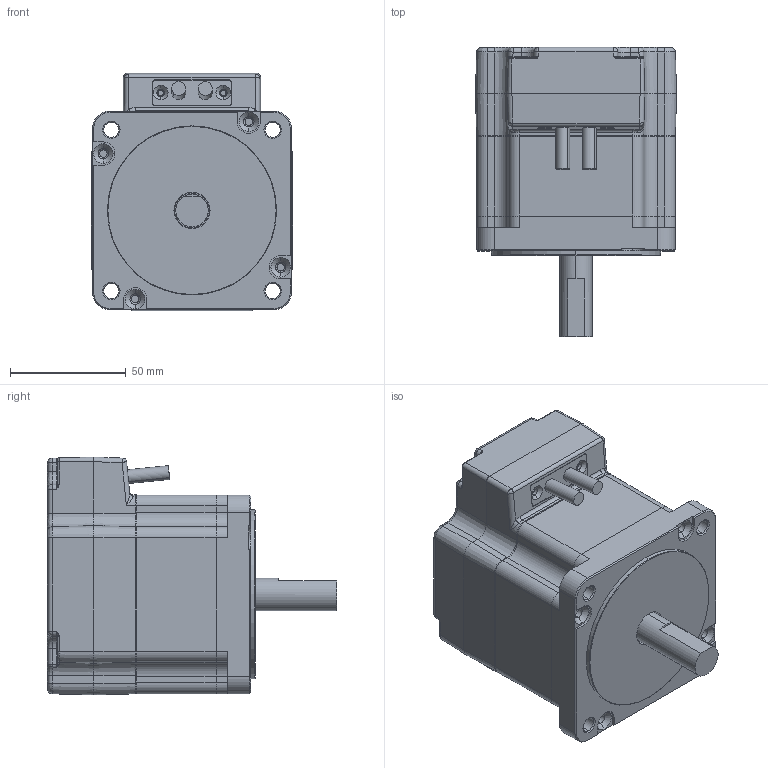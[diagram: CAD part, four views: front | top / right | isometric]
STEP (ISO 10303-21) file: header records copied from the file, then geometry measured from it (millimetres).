
FILE_DESCRIPTION (( 'STEP AP214' ), '1' );
FILE_NAME ('AM34SS1DGA_3D.STEP', '2016-07-18T08:17:00', ( '' ), ( '' ), 'SwSTEP 2.0', 'SolidWorks 2014', '' );
FILE_SCHEMA (( 'AUTOMOTIVE_DESIGN' ));
Length unit declared in the file: millimetre
Products named in the file (10): SS34萇儂; 86蛌粣; 86粣創; 86ヶ傷裔; 86隅赽; 陔SS34奻裔; SS17盄旰; 陔SS34鎮湛傷裔A; SS盄旰裔啣; AM34SS1DGA_3D
Assembly tree (11 placements, depth 3):
  AM34SS1DGA_3D
    SS盄旰裔啣
    陔SS34鎮湛傷裔A
    SS17盄旰  x2
    陔SS34奻裔
    SS34萇儂
      86隅赽
      86ヶ傷裔
      86粣創  x2
      86蛌粣
Bounding box: 86.82 x 124.8 x 102.71 mm (x, y, z)
Volume: 371595.8 mm3; surface area: 148727.1 mm2
Topology: 10 solids, 10 shells, 1010 faces, 2517 edges, 1559 vertices
Faces by surface type: cylinder 428, plane 298, bspline 154, cone 130
Entity records: 35662 total; most frequent: CARTESIAN_POINT 11718, DIRECTION 5060, ORIENTED_EDGE 4914, EDGE_CURVE 2457, AXIS2_PLACEMENT_3D 1927, VERTEX_POINT 1535, VECTOR 1206, LINE 1206
